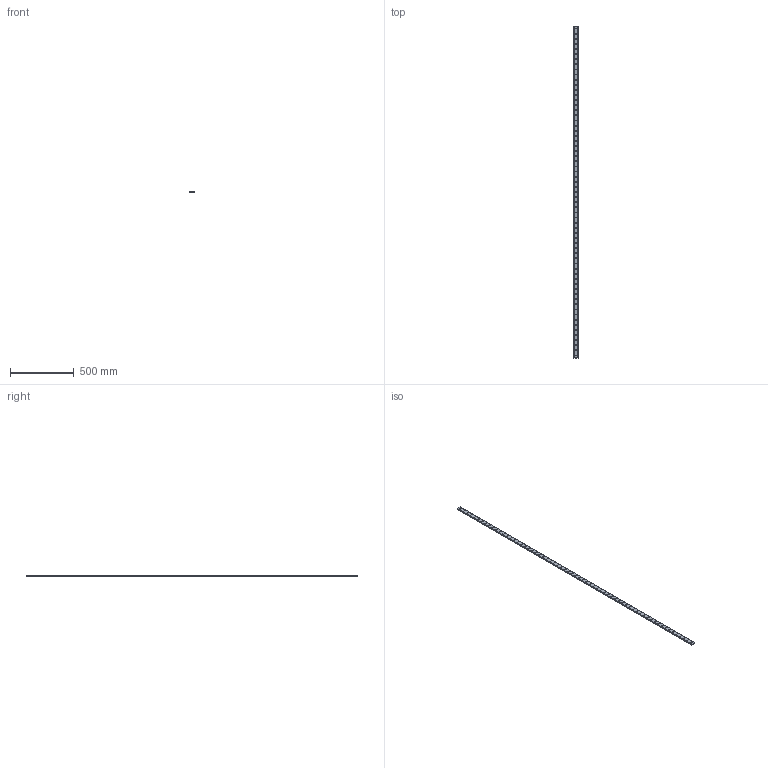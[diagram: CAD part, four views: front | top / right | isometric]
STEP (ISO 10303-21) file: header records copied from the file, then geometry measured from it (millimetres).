
FILE_DESCRIPTION(('STEP AP214'),'1');
FILE_NAME('cctmp_1E6F3DD9-BB39-49DB-8279-0F77B2E9E0D3_2021_03_02_10_28_36_0460..stp','2021-03-02T09:28:37',('HIWIN GmbH'),('CADClick - www.CADClick.com'),'Spatial InterOp 3D',' ','unknown authorization');
FILE_SCHEMA(('AUTOMOTIVE_DESIGN'));
Length unit declared in the file: millimetre
Products named in the file (1): WER17R2600H_FILE
Bounding box: 33 x 2600 x 9.3 mm (x, y, z)
Volume: 718153.3 mm3; surface area: 254213.2 mm2
Topology: 1 solids, 1 shells, 1273 faces, 2631 edges, 1754 vertices
Faces by surface type: cylinder 798, plane 475
Entity records: 44709 total; most frequent: DIRECTION 6775, CARTESIAN_POINT 5659, ORIENTED_EDGE 5262, AXIS2_PLACEMENT_3D 2870, EDGE_CURVE 2631, VERTEX_POINT 1754, EDGE_LOOP 1667, CIRCLE 1596
